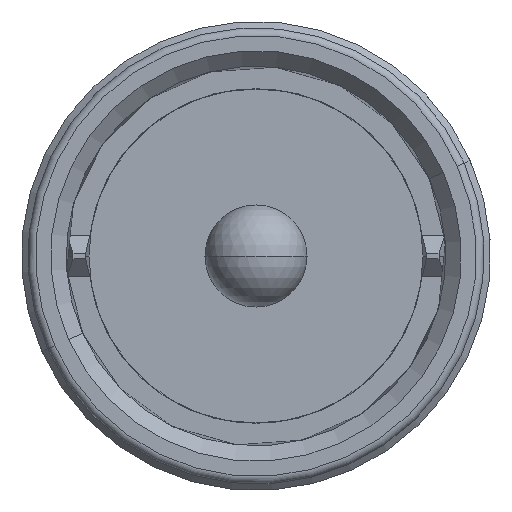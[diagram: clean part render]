
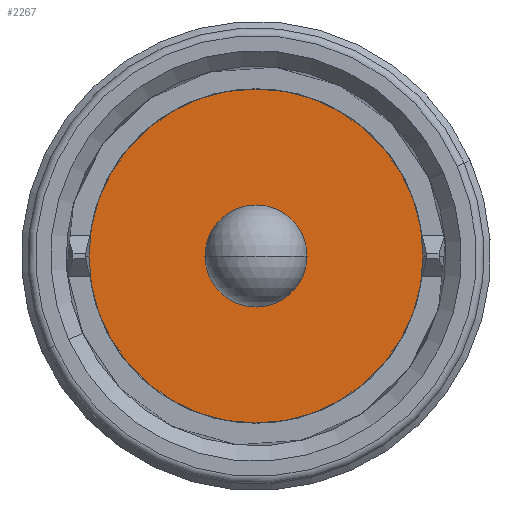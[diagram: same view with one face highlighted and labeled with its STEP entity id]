
A CAD part, left-side view. The second image highlights one B-rep face of the part: STEP entity #2267.
In plain terms, the highlighted planar face has unit normal (-1, 0, 0).
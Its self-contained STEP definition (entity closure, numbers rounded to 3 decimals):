
#158 = CIRCLE ( 'NONE', #1084, 1.98 ) ;
#402 = DIRECTION ( 'NONE',  ( -1., 0., 0. ) ) ;
#462 = CIRCLE ( 'NONE', #3392, 6.48 ) ;
#535 = VERTEX_POINT ( 'NONE', #3155 ) ;
#595 = EDGE_CURVE ( 'NONE', #3898, #2571, #1219, .T. ) ;
#710 = ORIENTED_EDGE ( 'NONE', *, *, #2804, .T. ) ;
#721 = CARTESIAN_POINT ( 'NONE',  ( 0.8, 0., 6.48 ) ) ;
#746 = VERTEX_POINT ( 'NONE', #721 ) ;
#1084 = AXIS2_PLACEMENT_3D ( 'NONE', #1821, #1820, #1814 ) ;
#1219 = CIRCLE ( 'NONE', #2362, 1.98 ) ;
#1797 = DIRECTION ( 'NONE',  ( 0., 0., 1. ) ) ;
#1800 = DIRECTION ( 'NONE',  ( -1., 0., 0. ) ) ;
#1801 = CARTESIAN_POINT ( 'NONE',  ( 0.8, 0., 0. ) ) ;
#1814 = DIRECTION ( 'NONE',  ( 0., -0.895, 0.445 ) ) ;
#1820 = DIRECTION ( 'NONE',  ( -1., 0., 0. ) ) ;
#1821 = CARTESIAN_POINT ( 'NONE',  ( 0.8, 0., 0. ) ) ;
#1848 = AXIS2_PLACEMENT_3D ( 'NONE', #3301, #3286, #3269 ) ;
#2076 = CIRCLE ( 'NONE', #1848, 6.48 ) ;
#2082 = ORIENTED_EDGE ( 'NONE', *, *, #2326, .T. ) ;
#2131 = CARTESIAN_POINT ( 'NONE',  ( 0.8, 0., 0. ) ) ;
#2267 = ADVANCED_FACE ( 'NONE', ( #2802, #2372 ), #3725, .F. ) ;
#2326 = EDGE_CURVE ( 'NONE', #746, #535, #2076, .T. ) ;
#2346 = ORIENTED_EDGE ( 'NONE', *, *, #595, .F. ) ;
#2362 = AXIS2_PLACEMENT_3D ( 'NONE', #2131, #402, #3759 ) ;
#2372 = FACE_OUTER_BOUND ( 'NONE', #3819, .T. ) ;
#2421 = CARTESIAN_POINT ( 'NONE',  ( 0.8, -1.98, 0. ) ) ;
#2442 = CARTESIAN_POINT ( 'NONE',  ( 0.8, 1.98, 0. ) ) ;
#2571 = VERTEX_POINT ( 'NONE', #2421 ) ;
#2794 = EDGE_CURVE ( 'NONE', #2571, #3898, #158, .T. ) ;
#2802 = FACE_BOUND ( 'NONE', #3754, .T. ) ;
#2804 = EDGE_CURVE ( 'NONE', #535, #746, #462, .T. ) ;
#3072 = AXIS2_PLACEMENT_3D ( 'NONE', #3764, #3709, #3703 ) ;
#3155 = CARTESIAN_POINT ( 'NONE',  ( 0.8, 0., -6.48 ) ) ;
#3269 = DIRECTION ( 'NONE',  ( 0., 0., 1. ) ) ;
#3286 = DIRECTION ( 'NONE',  ( -1., 0., 0. ) ) ;
#3301 = CARTESIAN_POINT ( 'NONE',  ( 0.8, 0., 0. ) ) ;
#3392 = AXIS2_PLACEMENT_3D ( 'NONE', #1801, #1800, #1797 ) ;
#3693 = ORIENTED_EDGE ( 'NONE', *, *, #2794, .F. ) ;
#3703 = DIRECTION ( 'NONE',  ( 0., 0.895, -0.445 ) ) ;
#3709 = DIRECTION ( 'NONE',  ( 1., 0., 0. ) ) ;
#3725 = PLANE ( 'NONE',  #3072 ) ;
#3754 = EDGE_LOOP ( 'NONE', ( #3693, #2346 ) ) ;
#3759 = DIRECTION ( 'NONE',  ( 0., -0.895, 0.445 ) ) ;
#3764 = CARTESIAN_POINT ( 'NONE',  ( 0.8, 0., 0. ) ) ;
#3819 = EDGE_LOOP ( 'NONE', ( #2082, #710 ) ) ;
#3898 = VERTEX_POINT ( 'NONE', #2442 ) ;
